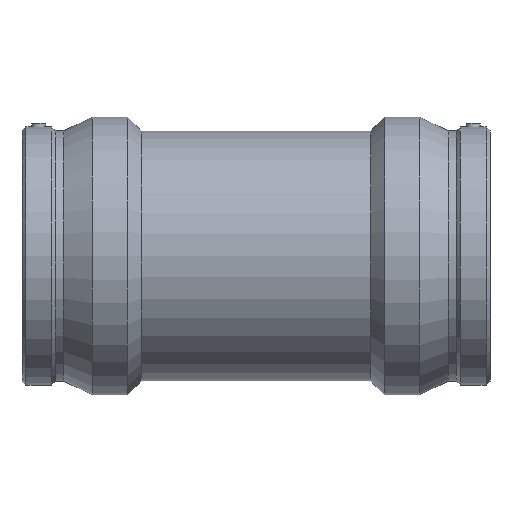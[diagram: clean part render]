
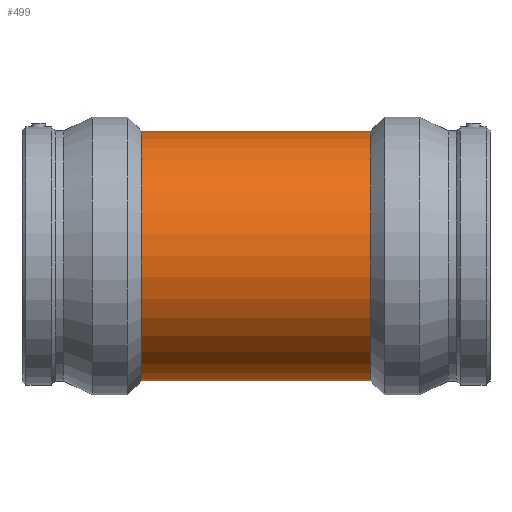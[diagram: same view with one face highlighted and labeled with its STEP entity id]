
A CAD part, top view. The second image highlights one B-rep face of the part: STEP entity #499.
In plain terms, the highlighted cylindrical face has radius 131.85 mm (diameter 263.7 mm), a full revolution.
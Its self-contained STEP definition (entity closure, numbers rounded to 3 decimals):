
#30=B_SPLINE_CURVE_WITH_KNOTS('',3,(#865,#866,#867,#868,#869,#870,#871,
#872,#873,#874,#875,#876,#877,#878,#879,#880,#881,#882,#883,#884,#885,#886,
#887,#888,#889,#890,#891,#892,#893,#894,#895,#896,#897,#898,#899,#900,#901,
#902,#903,#904,#905,#906,#907,#908,#909,#910,#911,#912,#913,#914,#915,#916,
#917,#918,#919,#920,#921,#922,#923,#924,#925,#926,#927,#928,#929,#930,#931,
#932,#933,#934,#935,#936,#937,#938,#939,#940,#941,#942,#943,#944,#945,#946),
 .UNSPECIFIED.,.T.,.F.,(4,2,2,2,2,2,2,2,2,2,2,2,2,2,2,2,2,2,2,2,2,2,2,2,
2,2,2,2,2,2,2,2,2,2,2,2,2,2,2,2,4),(0.,1.283,2.565,
3.848,5.131,7.696,10.262,12.649,
15.036,17.424,19.811,22.199,24.586,
26.973,29.361,31.926,34.492,35.774,
37.057,38.34,39.622,40.905,42.188,
43.47,44.753,47.318,49.884,52.271,
54.659,57.046,59.433,61.821,64.208,
66.596,68.983,71.548,74.114,75.397,
76.679,77.962,79.245),.UNSPECIFIED.);
#69=FACE_BOUND('',#187,.T.);
#70=FACE_BOUND('',#188,.T.);
#117=FACE_OUTER_BOUND('',#186,.T.);
#186=EDGE_LOOP('',(#412));
#187=EDGE_LOOP('',(#413));
#188=EDGE_LOOP('',(#414));
#251=CIRCLE('',#568,131.85);
#252=CIRCLE('',#570,131.85);
#276=VERTEX_POINT('',#864);
#297=VERTEX_POINT('',#1074);
#298=VERTEX_POINT('',#1077);
#322=EDGE_CURVE('',#276,#276,#30,.T.);
#343=EDGE_CURVE('',#297,#297,#251,.T.);
#344=EDGE_CURVE('',#298,#298,#252,.T.);
#412=ORIENTED_EDGE('',*,*,#343,.T.);
#413=ORIENTED_EDGE('',*,*,#322,.T.);
#414=ORIENTED_EDGE('',*,*,#344,.F.);
#465=CYLINDRICAL_SURFACE('',#569,131.85);
#499=ADVANCED_FACE('',(#117,#69,#70),#465,.T.);
#568=AXIS2_PLACEMENT_3D('',#1075,#704,#705);
#569=AXIS2_PLACEMENT_3D('',#1076,#706,#707);
#570=AXIS2_PLACEMENT_3D('',#1078,#708,#709);
#704=DIRECTION('center_axis',(1.,0.,0.));
#705=DIRECTION('ref_axis',(0.,0.,-1.));
#706=DIRECTION('center_axis',(1.,0.,0.));
#707=DIRECTION('ref_axis',(0.,1.,0.));
#708=DIRECTION('center_axis',(1.,0.,0.));
#709=DIRECTION('ref_axis',(0.,0.,-1.));
#864=CARTESIAN_POINT('',(0.,-118.125,-58.574));
#865=CARTESIAN_POINT('Ctrl Pts',(0.,-118.125,-58.574));
#866=CARTESIAN_POINT('Ctrl Pts',(4.276,-118.125,-58.574));
#867=CARTESIAN_POINT('Ctrl Pts',(8.421,-117.894,-59.044));
#868=CARTESIAN_POINT('Ctrl Pts',(16.492,-117.038,-60.723));
#869=CARTESIAN_POINT('Ctrl Pts',(20.418,-116.413,-61.929));
#870=CARTESIAN_POINT('Ctrl Pts',(28.09,-114.803,-64.865));
#871=CARTESIAN_POINT('Ctrl Pts',(31.835,-113.819,-66.593));
#872=CARTESIAN_POINT('Ctrl Pts',(39.167,-111.509,-70.393));
#873=CARTESIAN_POINT('Ctrl Pts',(42.753,-110.183,-72.465));
#874=CARTESIAN_POINT('Ctrl Pts',(53.275,-105.704,-78.987));
#875=CARTESIAN_POINT('Ctrl Pts',(59.965,-102.053,-83.723));
#876=CARTESIAN_POINT('Ctrl Pts',(72.477,-93.582,-93.095));
#877=CARTESIAN_POINT('Ctrl Pts',(78.294,-88.76,-97.733));
#878=CARTESIAN_POINT('Ctrl Pts',(88.397,-78.657,-106.005));
#879=CARTESIAN_POINT('Ctrl Pts',(93.102,-73.087,-109.973));
#880=CARTESIAN_POINT('Ctrl Pts',(101.599,-60.724,-117.254));
#881=CARTESIAN_POINT('Ctrl Pts',(105.39,-53.931,-120.564));
#882=CARTESIAN_POINT('Ctrl Pts',(111.613,-39.471,-126.041));
#883=CARTESIAN_POINT('Ctrl Pts',(114.052,-31.788,-128.211));
#884=CARTESIAN_POINT('Ctrl Pts',(117.308,-16.032,-131.117));
#885=CARTESIAN_POINT('Ctrl Pts',(118.125,-7.958,-131.85));
#886=CARTESIAN_POINT('Ctrl Pts',(118.125,7.958,-131.85));
#887=CARTESIAN_POINT('Ctrl Pts',(117.308,16.032,-131.117));
#888=CARTESIAN_POINT('Ctrl Pts',(114.052,31.788,-128.211));
#889=CARTESIAN_POINT('Ctrl Pts',(111.613,39.471,-126.041));
#890=CARTESIAN_POINT('Ctrl Pts',(105.39,53.931,-120.564));
#891=CARTESIAN_POINT('Ctrl Pts',(101.599,60.724,-117.254));
#892=CARTESIAN_POINT('Ctrl Pts',(93.102,73.087,-109.973));
#893=CARTESIAN_POINT('Ctrl Pts',(88.397,78.657,-106.005));
#894=CARTESIAN_POINT('Ctrl Pts',(78.294,88.76,-97.733));
#895=CARTESIAN_POINT('Ctrl Pts',(72.477,93.582,-93.095));
#896=CARTESIAN_POINT('Ctrl Pts',(59.965,102.053,-83.723));
#897=CARTESIAN_POINT('Ctrl Pts',(53.275,105.704,-78.987));
#898=CARTESIAN_POINT('Ctrl Pts',(42.753,110.183,-72.465));
#899=CARTESIAN_POINT('Ctrl Pts',(39.167,111.509,-70.393));
#900=CARTESIAN_POINT('Ctrl Pts',(31.835,113.819,-66.593));
#901=CARTESIAN_POINT('Ctrl Pts',(28.09,114.803,-64.865));
#902=CARTESIAN_POINT('Ctrl Pts',(20.418,116.413,-61.929));
#903=CARTESIAN_POINT('Ctrl Pts',(16.492,117.038,-60.723));
#904=CARTESIAN_POINT('Ctrl Pts',(8.421,117.894,-59.044));
#905=CARTESIAN_POINT('Ctrl Pts',(4.276,118.125,-58.574));
#906=CARTESIAN_POINT('Ctrl Pts',(-4.276,118.125,-58.574));
#907=CARTESIAN_POINT('Ctrl Pts',(-8.421,117.894,-59.044));
#908=CARTESIAN_POINT('Ctrl Pts',(-16.492,117.038,-60.723));
#909=CARTESIAN_POINT('Ctrl Pts',(-20.418,116.413,-61.929));
#910=CARTESIAN_POINT('Ctrl Pts',(-28.09,114.803,-64.865));
#911=CARTESIAN_POINT('Ctrl Pts',(-31.835,113.819,-66.593));
#912=CARTESIAN_POINT('Ctrl Pts',(-39.167,111.509,-70.393));
#913=CARTESIAN_POINT('Ctrl Pts',(-42.753,110.183,-72.465));
#914=CARTESIAN_POINT('Ctrl Pts',(-53.275,105.704,-78.987));
#915=CARTESIAN_POINT('Ctrl Pts',(-59.965,102.053,-83.723));
#916=CARTESIAN_POINT('Ctrl Pts',(-72.477,93.582,-93.095));
#917=CARTESIAN_POINT('Ctrl Pts',(-78.294,88.76,-97.733));
#918=CARTESIAN_POINT('Ctrl Pts',(-88.397,78.657,-106.005));
#919=CARTESIAN_POINT('Ctrl Pts',(-93.102,73.087,-109.973));
#920=CARTESIAN_POINT('Ctrl Pts',(-101.599,60.724,-117.254));
#921=CARTESIAN_POINT('Ctrl Pts',(-105.39,53.931,-120.564));
#922=CARTESIAN_POINT('Ctrl Pts',(-111.613,39.471,-126.041));
#923=CARTESIAN_POINT('Ctrl Pts',(-114.052,31.788,-128.211));
#924=CARTESIAN_POINT('Ctrl Pts',(-117.308,16.032,-131.117));
#925=CARTESIAN_POINT('Ctrl Pts',(-118.125,7.958,-131.85));
#926=CARTESIAN_POINT('Ctrl Pts',(-118.125,-7.958,-131.85));
#927=CARTESIAN_POINT('Ctrl Pts',(-117.308,-16.032,-131.117));
#928=CARTESIAN_POINT('Ctrl Pts',(-114.052,-31.788,-128.211));
#929=CARTESIAN_POINT('Ctrl Pts',(-111.613,-39.471,-126.041));
#930=CARTESIAN_POINT('Ctrl Pts',(-105.39,-53.931,-120.564));
#931=CARTESIAN_POINT('Ctrl Pts',(-101.599,-60.724,-117.254));
#932=CARTESIAN_POINT('Ctrl Pts',(-93.102,-73.087,-109.973));
#933=CARTESIAN_POINT('Ctrl Pts',(-88.397,-78.657,-106.005));
#934=CARTESIAN_POINT('Ctrl Pts',(-78.294,-88.76,-97.733));
#935=CARTESIAN_POINT('Ctrl Pts',(-72.477,-93.582,-93.095));
#936=CARTESIAN_POINT('Ctrl Pts',(-59.965,-102.053,-83.723));
#937=CARTESIAN_POINT('Ctrl Pts',(-53.275,-105.704,-78.987));
#938=CARTESIAN_POINT('Ctrl Pts',(-42.753,-110.183,-72.465));
#939=CARTESIAN_POINT('Ctrl Pts',(-39.167,-111.509,-70.393));
#940=CARTESIAN_POINT('Ctrl Pts',(-31.835,-113.819,-66.593));
#941=CARTESIAN_POINT('Ctrl Pts',(-28.09,-114.803,-64.865));
#942=CARTESIAN_POINT('Ctrl Pts',(-20.418,-116.413,-61.929));
#943=CARTESIAN_POINT('Ctrl Pts',(-16.492,-117.038,-60.723));
#944=CARTESIAN_POINT('Ctrl Pts',(-8.421,-117.894,-59.044));
#945=CARTESIAN_POINT('Ctrl Pts',(-4.276,-118.125,-58.574));
#946=CARTESIAN_POINT('Ctrl Pts',(0.,-118.125,-58.574));
#1074=CARTESIAN_POINT('',(-121.03,131.85,0.));
#1075=CARTESIAN_POINT('Origin',(-121.03,0.,0.));
#1076=CARTESIAN_POINT('Origin',(0.,0.,0.));
#1077=CARTESIAN_POINT('',(121.03,131.85,0.));
#1078=CARTESIAN_POINT('Origin',(121.03,0.,0.));
